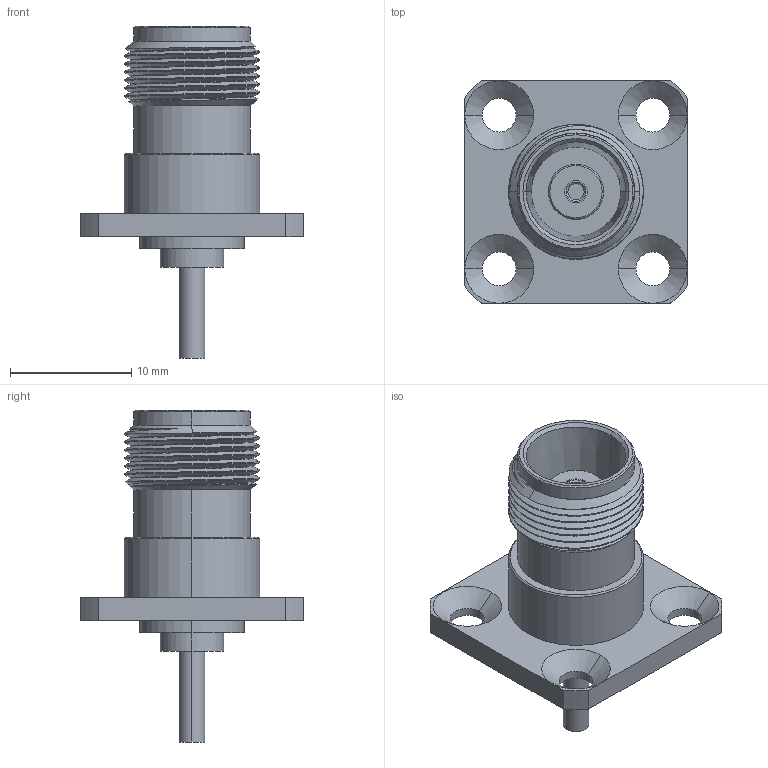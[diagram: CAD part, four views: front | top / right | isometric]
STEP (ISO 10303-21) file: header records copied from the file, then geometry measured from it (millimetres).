
FILE_DESCRIPTION (( 'STEP AP203' ), '1' );
FILE_NAME ('PE4064SP.step', '2018-11-16T00:23:40', ( '' ), ( '' ), 'SwSTEP 2.0', 'SolidWorks 2017', '' );
FILE_SCHEMA (( 'CONFIG_CONTROL_DESIGN' ));
Length unit declared in the file: inch
Products named in the file (1): PE4064SP
Bounding box: 18.5 x 18.5 x 27.43 mm (x, y, z)
Volume: 1684.8 mm3; surface area: 1837.2 mm2
Topology: 1 solids, 1 shells, 120 faces, 294 edges, 186 vertices
Faces by surface type: cylinder 51, plane 40, cone 26, bspline 3
Entity records: 4931 total; most frequent: CARTESIAN_POINT 2085, ORIENTED_EDGE 588, DIRECTION 576, EDGE_CURVE 294, AXIS2_PLACEMENT_3D 228, VERTEX_POINT 186, EDGE_LOOP 138, LINE 120
